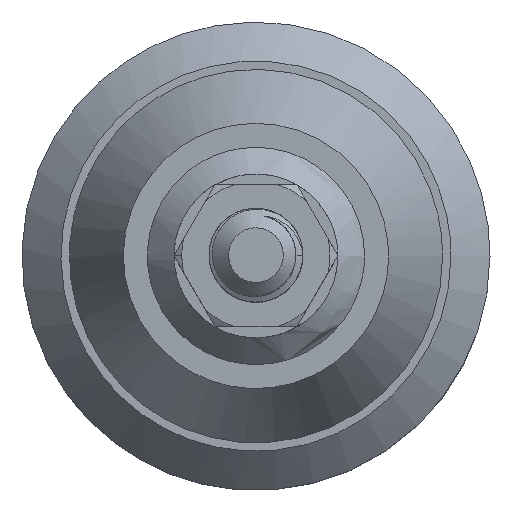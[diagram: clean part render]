
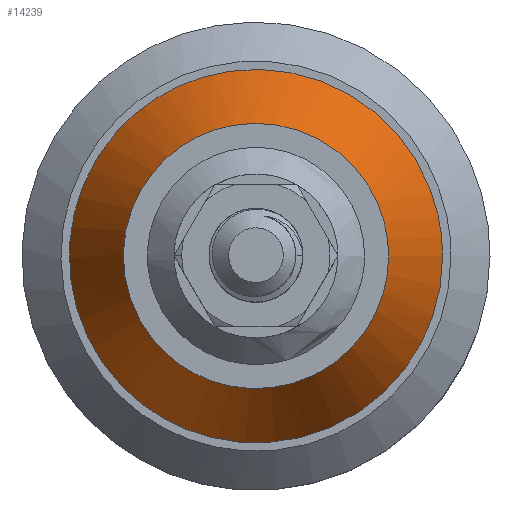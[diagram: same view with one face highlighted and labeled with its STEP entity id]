
A CAD part, top view. The second image highlights one B-rep face of the part: STEP entity #14239.
In plain terms, the highlighted free-form (B-spline) face has degree [2, 1] with [7, 2] control points.
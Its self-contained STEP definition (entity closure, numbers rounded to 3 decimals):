
#14209 = EDGE_CURVE('',#14210,#14210,#14212,.T.);
#14210 = VERTEX_POINT('',#14211);
#14211 = CARTESIAN_POINT('',(23.715,0.,-6.975));
#14212 = ( BOUNDED_CURVE() B_SPLINE_CURVE(2,(#14213,#14214,#14215,#14216
    ,#14217,#14218,#14219),.UNSPECIFIED.,.T.,.F.) 
B_SPLINE_CURVE_WITH_KNOTS((1,2,2,2,2,1),(-2.094,0.,
    2.094,4.189,6.283,8.378),
.UNSPECIFIED.) CURVE() GEOMETRIC_REPRESENTATION_ITEM() 
RATIONAL_B_SPLINE_CURVE((1.,0.5,1.,0.5,1.,0.5,1.)) REPRESENTATION_ITEM(
  '') );
#14213 = CARTESIAN_POINT('',(23.715,0.,
    -6.975));
#14214 = CARTESIAN_POINT('',(23.715,-41.076,
    -6.975));
#14215 = CARTESIAN_POINT('',(-11.858,-20.538,
    -6.975));
#14216 = CARTESIAN_POINT('',(-47.431,0.,
    -6.975));
#14217 = CARTESIAN_POINT('',(-11.858,20.538,
    -6.975));
#14218 = CARTESIAN_POINT('',(23.715,41.076,
    -6.975));
#14219 = CARTESIAN_POINT('',(23.715,0.,
    -6.975));
#14239 = ADVANCED_FACE('',(#14240),#14261,.T.);
#14240 = FACE_BOUND('',#14241,.T.);
#14241 = EDGE_LOOP('',(#14242,#14243,#14250,#14260));
#14242 = ORIENTED_EDGE('',*,*,#14209,.T.);
#14243 = ORIENTED_EDGE('',*,*,#14244,.T.);
#14244 = EDGE_CURVE('',#14210,#14245,#14247,.T.);
#14245 = VERTEX_POINT('',#14246);
#14246 = CARTESIAN_POINT('',(34.876,0.,-27.901));
#14247 = B_SPLINE_CURVE_WITH_KNOTS('',1,(#14248,#14249),.UNSPECIFIED.,
  .F.,.F.,(2,2),(0.,17.),.PIECEWISE_BEZIER_KNOTS.);
#14248 = CARTESIAN_POINT('',(23.715,0.,
    -6.975));
#14249 = CARTESIAN_POINT('',(34.876,0.,
    -27.901));
#14250 = ORIENTED_EDGE('',*,*,#14251,.F.);
#14251 = EDGE_CURVE('',#14245,#14245,#14252,.T.);
#14252 = ( BOUNDED_CURVE() B_SPLINE_CURVE(2,(#14253,#14254,#14255,#14256
    ,#14257,#14258,#14259),.UNSPECIFIED.,.T.,.F.) 
B_SPLINE_CURVE_WITH_KNOTS((1,2,2,2,2,1),(-2.094,0.,
    2.094,4.189,6.283,8.378),
.UNSPECIFIED.) CURVE() GEOMETRIC_REPRESENTATION_ITEM() 
RATIONAL_B_SPLINE_CURVE((1.,0.5,1.,0.5,1.,0.5,1.)) REPRESENTATION_ITEM(
  '') );
#14253 = CARTESIAN_POINT('',(34.876,0.,
    -27.901));
#14254 = CARTESIAN_POINT('',(34.876,-60.406,
    -27.901));
#14255 = CARTESIAN_POINT('',(-17.438,-30.203,
    -27.901));
#14256 = CARTESIAN_POINT('',(-69.751,0.,
    -27.901));
#14257 = CARTESIAN_POINT('',(-17.438,30.203,
    -27.901));
#14258 = CARTESIAN_POINT('',(34.876,60.406,
    -27.901));
#14259 = CARTESIAN_POINT('',(34.876,0.,
    -27.901));
#14260 = ORIENTED_EDGE('',*,*,#14244,.F.);
#14261 = ( BOUNDED_SURFACE() B_SPLINE_SURFACE(2,1,(
    (#14262,#14263)
    ,(#14264,#14265)
    ,(#14266,#14267)
    ,(#14268,#14269)
    ,(#14270,#14271)
    ,(#14272,#14273)
    ,(#14274,#14275
)),.UNSPECIFIED.,.T.,.F.,.F.) B_SPLINE_SURFACE_WITH_KNOTS((1,2,2,2,2,1),
  (2,2),(-2.094,0.,2.094,4.189,6.283,
    8.378),(0.,17.),
.UNSPECIFIED.) GEOMETRIC_REPRESENTATION_ITEM() RATIONAL_B_SPLINE_SURFACE
((
    (1.,1.)
    ,(0.5,0.5)
    ,(1.,1.)
    ,(0.5,0.5)
    ,(1.,1.)
    ,(0.5,0.5)
,(1.,1.))) REPRESENTATION_ITEM('') SURFACE() );
#14262 = CARTESIAN_POINT('',(23.715,0.,
    -6.975));
#14263 = CARTESIAN_POINT('',(34.876,0.,
    -27.901));
#14264 = CARTESIAN_POINT('',(23.715,-41.076,
    -6.975));
#14265 = CARTESIAN_POINT('',(34.876,-60.406,
    -27.901));
#14266 = CARTESIAN_POINT('',(-11.858,-20.538,
    -6.975));
#14267 = CARTESIAN_POINT('',(-17.438,-30.203,
    -27.901));
#14268 = CARTESIAN_POINT('',(-47.431,0.,
    -6.975));
#14269 = CARTESIAN_POINT('',(-69.751,0.,
    -27.901));
#14270 = CARTESIAN_POINT('',(-11.858,20.538,
    -6.975));
#14271 = CARTESIAN_POINT('',(-17.438,30.203,
    -27.901));
#14272 = CARTESIAN_POINT('',(23.715,41.076,
    -6.975));
#14273 = CARTESIAN_POINT('',(34.876,60.406,
    -27.901));
#14274 = CARTESIAN_POINT('',(23.715,0.,
    -6.975));
#14275 = CARTESIAN_POINT('',(34.876,0.,
    -27.901));
